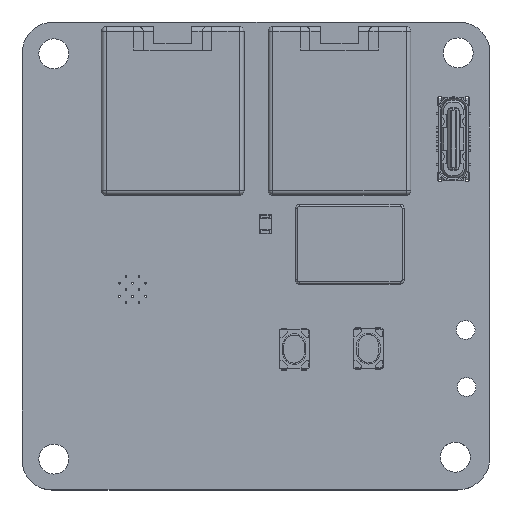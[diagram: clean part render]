
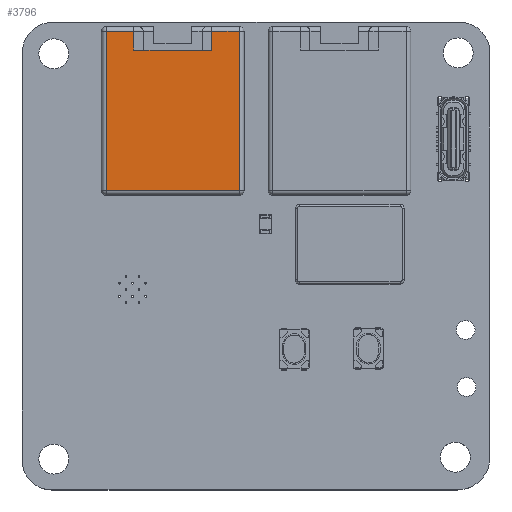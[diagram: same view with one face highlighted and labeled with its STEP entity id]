
A CAD part, top view. The second image highlights one B-rep face of the part: STEP entity #3796.
In plain terms, the highlighted face is planar.
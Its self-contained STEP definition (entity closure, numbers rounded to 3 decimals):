
#3560 = VERTEX_POINT('',#3561);
#3561 = CARTESIAN_POINT('',(-4.15,11.5,7.38));
#3568 = EDGE_CURVE('',#3569,#3560,#3571,.T.);
#3569 = VERTEX_POINT('',#3570);
#3570 = CARTESIAN_POINT('',(-7.12,11.5,7.38));
#3571 = LINE('',#3572,#3573);
#3572 = CARTESIAN_POINT('',(0.,11.5,7.38));
#3573 = VECTOR('',#3574,1.);
#3574 = DIRECTION('',(1.,0.,0.));
#3796 = ADVANCED_FACE('',(#3797),#3854,.F.);
#3797 = FACE_BOUND('',#3798,.T.);
#3798 = EDGE_LOOP('',(#3799,#3800,#3808,#3816,#3824,#3832,#3840,#3848));
#3799 = ORIENTED_EDGE('',*,*,#3568,.T.);
#3800 = ORIENTED_EDGE('',*,*,#3801,.F.);
#3801 = EDGE_CURVE('',#3802,#3560,#3804,.T.);
#3802 = VERTEX_POINT('',#3803);
#3803 = CARTESIAN_POINT('',(-4.15,11.5,5.38));
#3804 = LINE('',#3805,#3806);
#3805 = CARTESIAN_POINT('',(-4.15,11.5,5.38));
#3806 = VECTOR('',#3807,1.);
#3807 = DIRECTION('',(-0.,-0.,1.));
#3808 = ORIENTED_EDGE('',*,*,#3809,.F.);
#3809 = EDGE_CURVE('',#3810,#3802,#3812,.T.);
#3810 = VERTEX_POINT('',#3811);
#3811 = CARTESIAN_POINT('',(4.15,11.5,5.38));
#3812 = LINE('',#3813,#3814);
#3813 = CARTESIAN_POINT('',(4.15,11.5,5.38));
#3814 = VECTOR('',#3815,1.);
#3815 = DIRECTION('',(-1.,0.,0.));
#3816 = ORIENTED_EDGE('',*,*,#3817,.T.);
#3817 = EDGE_CURVE('',#3810,#3818,#3820,.T.);
#3818 = VERTEX_POINT('',#3819);
#3819 = CARTESIAN_POINT('',(4.15,11.5,7.38));
#3820 = LINE('',#3821,#3822);
#3821 = CARTESIAN_POINT('',(4.15,11.5,5.38));
#3822 = VECTOR('',#3823,1.);
#3823 = DIRECTION('',(-0.,-0.,1.));
#3824 = ORIENTED_EDGE('',*,*,#3825,.T.);
#3825 = EDGE_CURVE('',#3818,#3826,#3828,.T.);
#3826 = VERTEX_POINT('',#3827);
#3827 = CARTESIAN_POINT('',(7.12,11.5,7.38));
#3828 = LINE('',#3829,#3830);
#3829 = CARTESIAN_POINT('',(0.,11.5,7.38));
#3830 = VECTOR('',#3831,1.);
#3831 = DIRECTION('',(1.,0.,0.));
#3832 = ORIENTED_EDGE('',*,*,#3833,.T.);
#3833 = EDGE_CURVE('',#3826,#3834,#3836,.T.);
#3834 = VERTEX_POINT('',#3835);
#3835 = CARTESIAN_POINT('',(7.12,11.5,-9.62));
#3836 = LINE('',#3837,#3838);
#3837 = CARTESIAN_POINT('',(7.12,11.5,0.));
#3838 = VECTOR('',#3839,1.);
#3839 = DIRECTION('',(0.,0.,-1.));
#3840 = ORIENTED_EDGE('',*,*,#3841,.T.);
#3841 = EDGE_CURVE('',#3834,#3842,#3844,.T.);
#3842 = VERTEX_POINT('',#3843);
#3843 = CARTESIAN_POINT('',(-7.12,11.5,-9.62));
#3844 = LINE('',#3845,#3846);
#3845 = CARTESIAN_POINT('',(0.,11.5,-9.62));
#3846 = VECTOR('',#3847,1.);
#3847 = DIRECTION('',(-1.,0.,0.));
#3848 = ORIENTED_EDGE('',*,*,#3849,.T.);
#3849 = EDGE_CURVE('',#3842,#3569,#3850,.T.);
#3850 = LINE('',#3851,#3852);
#3851 = CARTESIAN_POINT('',(-7.12,11.5,0.));
#3852 = VECTOR('',#3853,1.);
#3853 = DIRECTION('',(0.,0.,1.));
#3854 = PLANE('',#3855);
#3855 = AXIS2_PLACEMENT_3D('',#3856,#3857,#3858);
#3856 = CARTESIAN_POINT('',(0.,11.5,0.));
#3857 = DIRECTION('',(0.,-1.,0.));
#3858 = DIRECTION('',(0.,0.,-1.));
